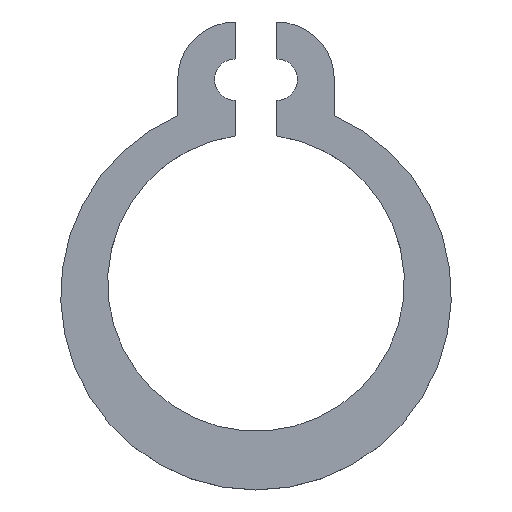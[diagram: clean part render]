
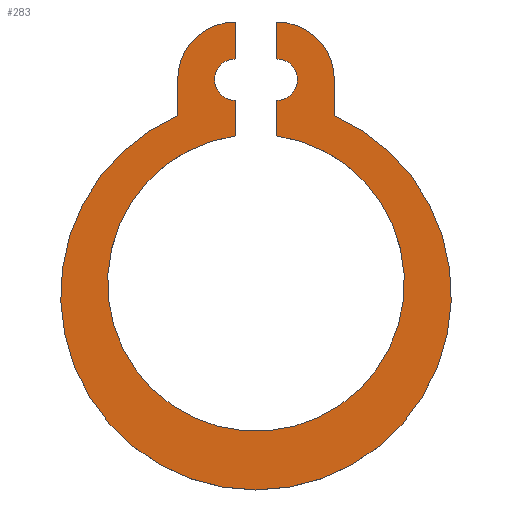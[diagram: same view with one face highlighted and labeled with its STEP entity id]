
A CAD part, top view. The second image highlights one B-rep face of the part: STEP entity #283.
In plain terms, the highlighted planar face has unit normal (0, 0, 1).
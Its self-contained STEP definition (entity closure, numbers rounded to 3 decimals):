
#46=CARTESIAN_POINT('',(0.,0.,1.));
#47=DIRECTION('',(0.,0.,-1.));
#48=DIRECTION('',(0.14,0.99,0.));
#49=AXIS2_PLACEMENT_3D('',#46,#47,#48);
#60=DIRECTION('',(0.,1.,0.));
#61=VECTOR('',#60,1.043);
#62=CARTESIAN_POINT('',(-2.27,4.845,1.));
#63=LINE('',#62,#61);
#64=CARTESIAN_POINT('',(-0.6,5.888,1.));
#65=DIRECTION('',(0.,0.,-1.));
#66=DIRECTION('',(-1.,0.,0.));
#67=AXIS2_PLACEMENT_3D('',#64,#65,#66);
#69=DIRECTION('',(0.,-1.,0.));
#70=VECTOR('',#69,1.07);
#71=CARTESIAN_POINT('',(-0.6,7.558,1.));
#72=LINE('',#71,#70);
#73=CARTESIAN_POINT('',(-0.6,5.888,1.));
#74=DIRECTION('',(0.,0.,1.));
#75=DIRECTION('',(0.,1.,0.));
#76=AXIS2_PLACEMENT_3D('',#73,#74,#75);
#78=DIRECTION('',(0.,-1.,0.));
#79=VECTOR('',#78,1.03);
#80=CARTESIAN_POINT('',(-0.6,5.288,1.));
#81=LINE('',#80,#79);
#82=DIRECTION('',(0.,1.,0.));
#83=VECTOR('',#82,1.03);
#84=CARTESIAN_POINT('',(0.6,4.258,1.));
#85=LINE('',#84,#83);
#86=CARTESIAN_POINT('',(0.6,5.888,1.));
#87=DIRECTION('',(0.,0.,1.));
#88=DIRECTION('',(0.,-1.,0.));
#89=AXIS2_PLACEMENT_3D('',#86,#87,#88);
#91=DIRECTION('',(0.,1.,0.));
#92=VECTOR('',#91,1.07);
#93=CARTESIAN_POINT('',(0.6,6.488,1.));
#94=LINE('',#93,#92);
#95=CARTESIAN_POINT('',(0.6,5.888,1.));
#96=DIRECTION('',(0.,0.,-1.));
#97=DIRECTION('',(0.,1.,0.));
#98=AXIS2_PLACEMENT_3D('',#95,#96,#97);
#100=DIRECTION('',(0.,-1.,0.));
#101=VECTOR('',#100,1.043);
#102=CARTESIAN_POINT('',(2.27,5.888,1.));
#103=LINE('',#102,#101);
#109=CARTESIAN_POINT('',(0.,-0.34,1.));
#110=DIRECTION('',(0.,0.,1.));
#111=DIRECTION('',(-0.401,0.916,0.));
#112=AXIS2_PLACEMENT_3D('',#109,#110,#111);
#182=CARTESIAN_POINT('',(0.6,4.258,1.));
#183=CARTESIAN_POINT('',(0.6,5.288,1.));
#184=VERTEX_POINT('',#182);
#185=VERTEX_POINT('',#183);
#186=CARTESIAN_POINT('',(0.6,6.488,1.));
#187=VERTEX_POINT('',#186);
#188=CARTESIAN_POINT('',(0.6,7.558,1.));
#189=VERTEX_POINT('',#188);
#190=CARTESIAN_POINT('',(2.27,5.888,1.));
#191=VERTEX_POINT('',#190);
#192=CARTESIAN_POINT('',(2.27,4.845,1.));
#193=VERTEX_POINT('',#192);
#194=CARTESIAN_POINT('',(-2.27,4.845,1.));
#195=CARTESIAN_POINT('',(-2.27,5.888,1.));
#196=VERTEX_POINT('',#194);
#197=VERTEX_POINT('',#195);
#198=CARTESIAN_POINT('',(-0.6,7.558,1.));
#199=VERTEX_POINT('',#198);
#200=CARTESIAN_POINT('',(-0.6,6.488,1.));
#201=VERTEX_POINT('',#200);
#202=CARTESIAN_POINT('',(-0.6,5.288,1.));
#203=VERTEX_POINT('',#202);
#204=CARTESIAN_POINT('',(-0.6,4.258,1.));
#205=VERTEX_POINT('',#204);
#253=CARTESIAN_POINT('',(0.,0.,1.));
#254=DIRECTION('',(0.,0.,1.));
#255=DIRECTION('',(-1.,0.,0.));
#256=AXIS2_PLACEMENT_3D('',#253,#254,#255);
#257=PLANE('',#256);
#259=ORIENTED_EDGE('',*,*,#258,.F.);
#261=ORIENTED_EDGE('',*,*,#260,.T.);
#263=ORIENTED_EDGE('',*,*,#262,.T.);
#265=ORIENTED_EDGE('',*,*,#264,.T.);
#267=ORIENTED_EDGE('',*,*,#266,.T.);
#269=ORIENTED_EDGE('',*,*,#268,.T.);
#270=ORIENTED_EDGE('',*,*,#243,.F.);
#272=ORIENTED_EDGE('',*,*,#271,.T.);
#274=ORIENTED_EDGE('',*,*,#273,.T.);
#276=ORIENTED_EDGE('',*,*,#275,.T.);
#278=ORIENTED_EDGE('',*,*,#277,.T.);
#280=ORIENTED_EDGE('',*,*,#279,.T.);
#281=EDGE_LOOP('',(#259,#261,#263,#265,#267,#269,#270,#272,#274,#276,#278,
#280));
#282=FACE_OUTER_BOUND('',#281,.F.);
#283=ADVANCED_FACE('',(#282),#257,.T.);
#50=CIRCLE('',#49,4.3);
#68=CIRCLE('',#67,1.67);
#77=CIRCLE('',#76,0.6);
#90=CIRCLE('',#89,0.6);
#99=CIRCLE('',#98,1.67);
#113=CIRCLE('',#112,5.66);
#243=EDGE_CURVE('',#184,#205,#50,.T.);
#258=EDGE_CURVE('',#196,#193,#113,.T.);
#260=EDGE_CURVE('',#196,#197,#63,.T.);
#262=EDGE_CURVE('',#197,#199,#68,.T.);
#264=EDGE_CURVE('',#199,#201,#72,.T.);
#266=EDGE_CURVE('',#201,#203,#77,.T.);
#268=EDGE_CURVE('',#203,#205,#81,.T.);
#271=EDGE_CURVE('',#184,#185,#85,.T.);
#273=EDGE_CURVE('',#185,#187,#90,.T.);
#275=EDGE_CURVE('',#187,#189,#94,.T.);
#277=EDGE_CURVE('',#189,#191,#99,.T.);
#279=EDGE_CURVE('',#191,#193,#103,.T.);
